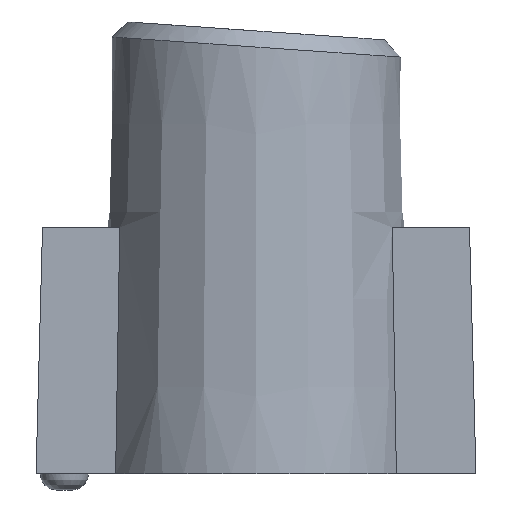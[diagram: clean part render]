
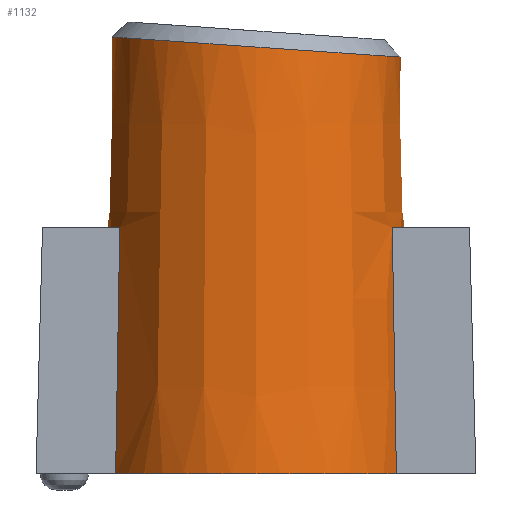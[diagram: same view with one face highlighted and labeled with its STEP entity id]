
A CAD part, left-side view. The second image highlights one B-rep face of the part: STEP entity #1132.
In plain terms, the highlighted conical face has half-angle 1.5 degrees and reference radius 2.25 mm.
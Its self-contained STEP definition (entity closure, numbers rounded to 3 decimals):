
#19=B_SPLINE_CURVE_WITH_KNOTS('',3,(#2155,#2156,#2157,#2158,#2159,#2160,
#2161,#2162,#2163),.UNSPECIFIED.,.F.,.F.,(4,1,1,1,1,1,4),(-3.142,
-2.244,-1.346,-0.449,0.449,
1.346,1.577),.UNSPECIFIED.);
#20=B_SPLINE_CURVE_WITH_KNOTS('',3,(#2164,#2165,#2166,#2167,#2168),
 .UNSPECIFIED.,.F.,.F.,(4,1,4),(1.577,2.244,3.142),
 .UNSPECIFIED.);
#143=LINE('',#2171,#233);
#233=VECTOR('',#1540,2.25);
#268=(
BOUNDED_CURVE()
B_SPLINE_CURVE(2,(#2175,#2176,#2177),.UNSPECIFIED.,.F.,.F.)
B_SPLINE_CURVE_WITH_KNOTS((3,3),(10259.625,10267.192),
 .UNSPECIFIED.)
CURVE()
GEOMETRIC_REPRESENTATION_ITEM()
RATIONAL_B_SPLINE_CURVE((1.,1.,1.))
REPRESENTATION_ITEM('')
);
#269=(
BOUNDED_CURVE()
B_SPLINE_CURVE(2,(#2181,#2182,#2183),.UNSPECIFIED.,.F.,.F.)
B_SPLINE_CURVE_WITH_KNOTS((3,3),(9753.41,9760.977),
 .UNSPECIFIED.)
CURVE()
GEOMETRIC_REPRESENTATION_ITEM()
RATIONAL_B_SPLINE_CURVE((1.,1.,1.))
REPRESENTATION_ITEM('')
);
#270=(
BOUNDED_CURVE()
B_SPLINE_CURVE(2,(#2187,#2188,#2189),.UNSPECIFIED.,.F.,.F.)
B_SPLINE_CURVE_WITH_KNOTS((3,3),(10259.625,10267.192),
 .UNSPECIFIED.)
CURVE()
GEOMETRIC_REPRESENTATION_ITEM()
RATIONAL_B_SPLINE_CURVE((1.,1.,1.))
REPRESENTATION_ITEM('')
);
#271=(
BOUNDED_CURVE()
B_SPLINE_CURVE(2,(#2193,#2194,#2195),.UNSPECIFIED.,.F.,.F.)
B_SPLINE_CURVE_WITH_KNOTS((3,3),(9753.41,9760.977),
 .UNSPECIFIED.)
CURVE()
GEOMETRIC_REPRESENTATION_ITEM()
RATIONAL_B_SPLINE_CURVE((1.,1.,1.))
REPRESENTATION_ITEM('')
);
#276=CONICAL_SURFACE('',#1259,2.25,0.026);
#357=FACE_OUTER_BOUND('',#424,.T.);
#424=EDGE_LOOP('',(#985,#986,#987,#988,#989,#990,#991,#992,#993,#994,#995,
#996,#997));
#470=CIRCLE('',#1260,2.413);
#471=CIRCLE('',#1261,2.313);
#472=CIRCLE('',#1262,2.413);
#473=CIRCLE('',#1263,2.313);
#474=CIRCLE('',#1264,2.413);
#558=VERTEX_POINT('',#2152);
#559=VERTEX_POINT('',#2154);
#560=VERTEX_POINT('',#2170);
#561=VERTEX_POINT('',#2172);
#562=VERTEX_POINT('',#2174);
#563=VERTEX_POINT('',#2178);
#564=VERTEX_POINT('',#2180);
#565=VERTEX_POINT('',#2184);
#566=VERTEX_POINT('',#2186);
#567=VERTEX_POINT('',#2190);
#568=VERTEX_POINT('',#2192);
#710=EDGE_CURVE('',#558,#559,#19,.T.);
#711=EDGE_CURVE('',#559,#558,#20,.T.);
#712=EDGE_CURVE('',#559,#560,#143,.T.);
#713=EDGE_CURVE('',#560,#561,#470,.F.);
#714=EDGE_CURVE('',#561,#562,#268,.F.);
#715=EDGE_CURVE('',#562,#563,#471,.T.);
#716=EDGE_CURVE('',#563,#564,#269,.F.);
#717=EDGE_CURVE('',#564,#565,#472,.F.);
#718=EDGE_CURVE('',#565,#566,#270,.F.);
#719=EDGE_CURVE('',#566,#567,#473,.T.);
#720=EDGE_CURVE('',#567,#568,#271,.F.);
#721=EDGE_CURVE('',#568,#560,#474,.F.);
#985=ORIENTED_EDGE('',*,*,#710,.F.);
#986=ORIENTED_EDGE('',*,*,#711,.F.);
#987=ORIENTED_EDGE('',*,*,#712,.T.);
#988=ORIENTED_EDGE('',*,*,#713,.T.);
#989=ORIENTED_EDGE('',*,*,#714,.T.);
#990=ORIENTED_EDGE('',*,*,#715,.T.);
#991=ORIENTED_EDGE('',*,*,#716,.T.);
#992=ORIENTED_EDGE('',*,*,#717,.T.);
#993=ORIENTED_EDGE('',*,*,#718,.T.);
#994=ORIENTED_EDGE('',*,*,#719,.T.);
#995=ORIENTED_EDGE('',*,*,#720,.T.);
#996=ORIENTED_EDGE('',*,*,#721,.T.);
#997=ORIENTED_EDGE('',*,*,#712,.F.);
#1132=ADVANCED_FACE('',(#357),#276,.T.);
#1259=AXIS2_PLACEMENT_3D('',#2169,#1538,#1539);
#1260=AXIS2_PLACEMENT_3D('',#2173,#1541,#1542);
#1261=AXIS2_PLACEMENT_3D('',#2179,#1543,#1544);
#1262=AXIS2_PLACEMENT_3D('',#2185,#1545,#1546);
#1263=AXIS2_PLACEMENT_3D('',#2191,#1547,#1548);
#1264=AXIS2_PLACEMENT_3D('',#2196,#1549,#1550);
#1538=DIRECTION('center_axis',(0.,0.,-1.));
#1539=DIRECTION('ref_axis',(1.,0.,0.));
#1540=DIRECTION('',(-0.026,0.,-1.));
#1541=DIRECTION('center_axis',(0.,0.,-1.));
#1542=DIRECTION('ref_axis',(1.,0.,0.));
#1543=DIRECTION('center_axis',(0.,0.,1.));
#1544=DIRECTION('ref_axis',(1.,0.,0.));
#1545=DIRECTION('center_axis',(0.,0.,-1.));
#1546=DIRECTION('ref_axis',(1.,0.,0.));
#1547=DIRECTION('center_axis',(0.,0.,1.));
#1548=DIRECTION('ref_axis',(1.,0.,0.));
#1549=DIRECTION('center_axis',(0.,0.,-1.));
#1550=DIRECTION('ref_axis',(1.,0.,0.));
#2152=CARTESIAN_POINT('',(4.438,4.174,9.235));
#2154=CARTESIAN_POINT('',(2.197,6.42,9.391));
#2155=CARTESIAN_POINT('Ctrl Pts',(4.438,4.174,9.235));
#2156=CARTESIAN_POINT('Ctrl Pts',(5.113,4.174,9.235));
#2157=CARTESIAN_POINT('Ctrl Pts',(6.457,4.827,9.28));
#2158=CARTESIAN_POINT('Ctrl Pts',(6.93,7.006,9.432));
#2159=CARTESIAN_POINT('Ctrl Pts',(5.538,8.725,9.552));
#2160=CARTESIAN_POINT('Ctrl Pts',(3.338,8.721,9.552));
#2161=CARTESIAN_POINT('Ctrl Pts',(2.288,7.433,9.462));
#2162=CARTESIAN_POINT('Ctrl Pts',(2.196,6.592,9.403));
#2163=CARTESIAN_POINT('Ctrl Pts',(2.197,6.42,9.391));
#2164=CARTESIAN_POINT('Ctrl Pts',(2.197,6.42,9.391));
#2165=CARTESIAN_POINT('Ctrl Pts',(2.2,5.921,9.356));
#2166=CARTESIAN_POINT('Ctrl Pts',(2.593,4.743,9.274));
#2167=CARTESIAN_POINT('Ctrl Pts',(3.762,4.174,9.235));
#2168=CARTESIAN_POINT('Ctrl Pts',(4.438,4.174,9.235));
#2169=CARTESIAN_POINT('Origin',(4.438,6.418,9.));
#2170=CARTESIAN_POINT('',(2.024,6.418,2.767));
#2171=CARTESIAN_POINT('',(2.188,6.418,9.));
#2172=CARTESIAN_POINT('',(3.399,4.24,2.767));
#2173=CARTESIAN_POINT('Origin',(4.438,6.418,2.767));
#2174=CARTESIAN_POINT('',(3.499,4.304,6.592));
#2175=CARTESIAN_POINT('Ctrl Pts',(3.499,4.304,6.592));
#2176=CARTESIAN_POINT('Ctrl Pts',(3.45,4.272,4.708));
#2177=CARTESIAN_POINT('Ctrl Pts',(3.399,4.24,2.767));
#2178=CARTESIAN_POINT('',(5.376,4.304,6.592));
#2179=CARTESIAN_POINT('Origin',(4.438,6.418,6.592));
#2180=CARTESIAN_POINT('',(5.476,4.24,2.767));
#2181=CARTESIAN_POINT('Ctrl Pts',(5.476,4.24,2.767));
#2182=CARTESIAN_POINT('Ctrl Pts',(5.425,4.272,4.708));
#2183=CARTESIAN_POINT('Ctrl Pts',(5.376,4.304,6.592));
#2184=CARTESIAN_POINT('',(5.476,8.596,2.767));
#2185=CARTESIAN_POINT('Origin',(4.438,6.418,2.767));
#2186=CARTESIAN_POINT('',(5.376,8.532,6.592));
#2187=CARTESIAN_POINT('Ctrl Pts',(5.376,8.532,6.592));
#2188=CARTESIAN_POINT('Ctrl Pts',(5.425,8.564,4.708));
#2189=CARTESIAN_POINT('Ctrl Pts',(5.476,8.596,2.767));
#2190=CARTESIAN_POINT('',(3.499,8.532,6.592));
#2191=CARTESIAN_POINT('Origin',(4.438,6.418,6.592));
#2192=CARTESIAN_POINT('',(3.399,8.596,2.767));
#2193=CARTESIAN_POINT('Ctrl Pts',(3.399,8.596,2.767));
#2194=CARTESIAN_POINT('Ctrl Pts',(3.45,8.564,4.708));
#2195=CARTESIAN_POINT('Ctrl Pts',(3.499,8.532,6.592));
#2196=CARTESIAN_POINT('Origin',(4.438,6.418,2.767));
